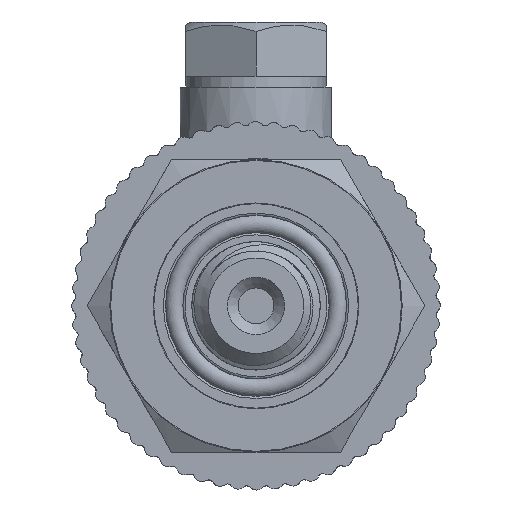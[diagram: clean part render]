
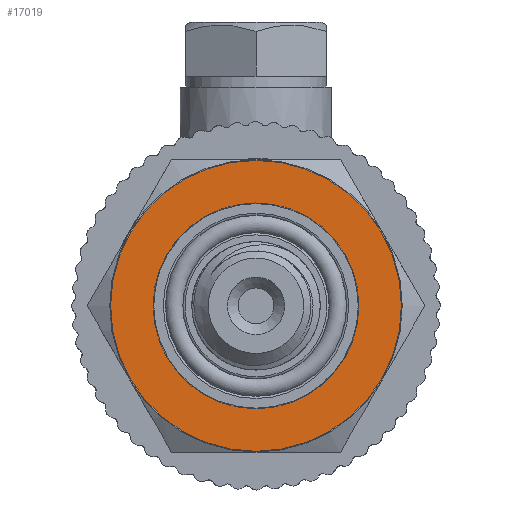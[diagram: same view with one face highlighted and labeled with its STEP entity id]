
A CAD part, left-side view. The second image highlights one B-rep face of the part: STEP entity #17019.
In plain terms, the highlighted planar face has unit normal (-1, 0, 0).
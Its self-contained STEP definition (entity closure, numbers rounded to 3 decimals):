
#183=PLANE('',#17963);
#793=FACE_BOUND('',#2137,.T.);
#1140=FACE_OUTER_BOUND('',#2136,.T.);
#2136=EDGE_LOOP('',(#12658));
#2137=EDGE_LOOP('',(#12659));
#2949=CIRCLE('',#17964,13.425);
#2950=CIRCLE('',#17965,9.5);
#7099=VERTEX_POINT('',#35179);
#7100=VERTEX_POINT('',#35181);
#9172=EDGE_CURVE('',#7099,#7099,#2949,.T.);
#9173=EDGE_CURVE('',#7100,#7100,#2950,.T.);
#12658=ORIENTED_EDGE('',*,*,#9172,.F.);
#12659=ORIENTED_EDGE('',*,*,#9173,.T.);
#17019=ADVANCED_FACE('',(#1140,#793),#183,.F.);
#17963=AXIS2_PLACEMENT_3D('',#35178,#19725,#19726);
#17964=AXIS2_PLACEMENT_3D('',#35180,#19727,#19728);
#17965=AXIS2_PLACEMENT_3D('',#35182,#19729,#19730);
#19725=DIRECTION('center_axis',(1.,0.,0.));
#19726=DIRECTION('ref_axis',(0.,0.,-1.));
#19727=DIRECTION('center_axis',(1.,0.,0.));
#19728=DIRECTION('ref_axis',(0.,1.,0.));
#19729=DIRECTION('center_axis',(1.,0.,0.));
#19730=DIRECTION('ref_axis',(0.,0.,-1.));
#35178=CARTESIAN_POINT('Origin',(-48.,9.5,0.));
#35179=CARTESIAN_POINT('',(-48.,-13.425,0.));
#35180=CARTESIAN_POINT('Origin',(-48.,0.,0.));
#35181=CARTESIAN_POINT('',(-48.,-9.5,0.));
#35182=CARTESIAN_POINT('Origin',(-48.,0.,0.));
